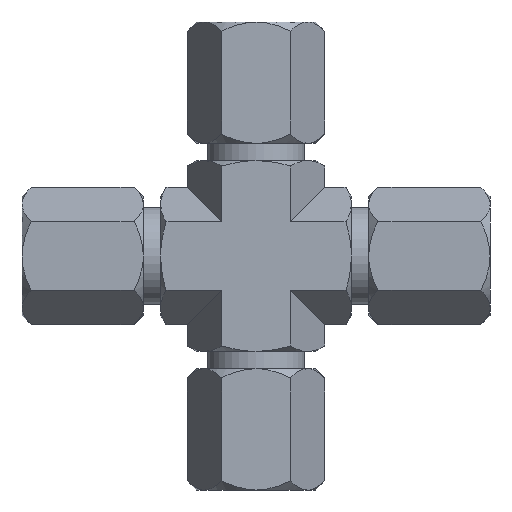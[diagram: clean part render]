
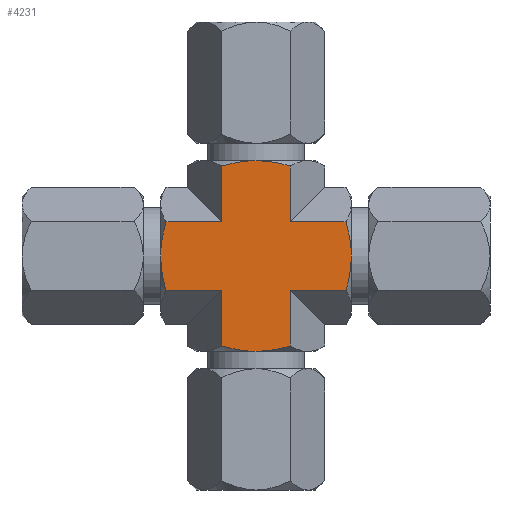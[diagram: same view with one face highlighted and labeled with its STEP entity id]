
A CAD part, front view. The second image highlights one B-rep face of the part: STEP entity #4231.
In plain terms, the highlighted planar face has unit normal (0, -1, 0).
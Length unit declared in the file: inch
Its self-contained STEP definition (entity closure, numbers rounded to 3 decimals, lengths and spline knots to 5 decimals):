
#214=DIRECTION('',(0.,0.,1.));
#215=VECTOR('',#214,0.321);
#216=CARTESIAN_POINT('',(0.19832,-0.3435,0.19832));
#217=LINE('',#216,#215);
#272=DIRECTION('',(0.,0.,1.));
#273=VECTOR('',#272,0.321);
#274=CARTESIAN_POINT('',(0.19832,-0.3435,-0.51932));
#275=LINE('',#274,#273);
#285=CARTESIAN_POINT('',(-0.51932,-0.3435,0.19832));
#332=CARTESIAN_POINT('',(0.51932,-0.3435,0.19832));
#368=CARTESIAN_POINT('',(-0.19832,-0.3435,0.51932));
#386=CARTESIAN_POINT('',(-0.19832,-0.3435,-0.51932));
#785=DIRECTION('',(1.,0.,0.));
#786=VECTOR('',#785,0.321);
#787=CARTESIAN_POINT('',(0.19832,-0.3435,0.19832));
#788=LINE('',#787,#786);
#792=CARTESIAN_POINT('',(0.51932,-0.3435,0.19832));
#793=CARTESIAN_POINT('',(0.52434,-0.3435,0.18093));
#794=CARTESIAN_POINT('',(0.53321,-0.3435,
0.14672));
#795=CARTESIAN_POINT('',(0.54272,-0.3435,
0.09775));
#796=CARTESIAN_POINT('',(0.54865,-0.3435,
0.04893));
#797=CARTESIAN_POINT('',(0.55,-0.3435,
0.01631));
#798=CARTESIAN_POINT('',(0.55,-0.3435,
0.));
#803=CARTESIAN_POINT('',(0.55,-0.3435,
0.));
#804=CARTESIAN_POINT('',(0.55,-0.3435,
-0.01639));
#805=CARTESIAN_POINT('',(0.54864,-0.3435,
-0.04913));
#806=CARTESIAN_POINT('',(0.54267,-0.3435,
-0.09808));
#807=CARTESIAN_POINT('',(0.53314,-0.3435,
-0.147));
#808=CARTESIAN_POINT('',(0.52431,-0.3435,-0.18105));
#809=CARTESIAN_POINT('',(0.51932,-0.3435,-0.19832));
#814=CARTESIAN_POINT('',(0.,-0.3435,
-0.55));
#815=CARTESIAN_POINT('',(0.01639,-0.3435,
-0.55));
#816=CARTESIAN_POINT('',(0.04913,-0.3435,
-0.54864));
#817=CARTESIAN_POINT('',(0.09808,-0.3435,
-0.54267));
#818=CARTESIAN_POINT('',(0.147,-0.3435,-0.53314));
#819=CARTESIAN_POINT('',(0.18105,-0.3435,-0.52431));
#820=CARTESIAN_POINT('',(0.19832,-0.3435,-0.51932));
#825=CARTESIAN_POINT('',(-0.19832,-0.3435,-0.51932));
#826=CARTESIAN_POINT('',(-0.18093,-0.3435,-0.52434));
#827=CARTESIAN_POINT('',(-0.14672,-0.3435,
-0.53321));
#828=CARTESIAN_POINT('',(-0.09775,-0.3435,
-0.54272));
#829=CARTESIAN_POINT('',(-0.04893,-0.3435,
-0.54865));
#830=CARTESIAN_POINT('',(-0.01631,-0.3435,
-0.55));
#831=CARTESIAN_POINT('',(0.,-0.3435,
-0.55));
#836=DIRECTION('',(0.,0.,1.));
#837=VECTOR('',#836,0.321);
#838=CARTESIAN_POINT('',(-0.19832,-0.3435,-0.51932));
#839=LINE('',#838,#837);
#843=CARTESIAN_POINT('',(-0.55,-0.3435,
0.));
#844=CARTESIAN_POINT('',(-0.55,-0.3435,
-0.01639));
#845=CARTESIAN_POINT('',(-0.54864,-0.3435,
-0.04913));
#846=CARTESIAN_POINT('',(-0.54267,-0.3435,
-0.09808));
#847=CARTESIAN_POINT('',(-0.53314,-0.3435,
-0.147));
#848=CARTESIAN_POINT('',(-0.52431,-0.3435,-0.18105));
#849=CARTESIAN_POINT('',(-0.51932,-0.3435,-0.19832));
#854=CARTESIAN_POINT('',(-0.51932,-0.3435,0.19832));
#855=CARTESIAN_POINT('',(-0.52434,-0.3435,0.18093));
#856=CARTESIAN_POINT('',(-0.53321,-0.3435,
0.14672));
#857=CARTESIAN_POINT('',(-0.54272,-0.3435,
0.09775));
#858=CARTESIAN_POINT('',(-0.54865,-0.3435,
0.04893));
#859=CARTESIAN_POINT('',(-0.55,-0.3435,
0.01631));
#860=CARTESIAN_POINT('',(-0.55,-0.3435,
0.));
#865=DIRECTION('',(1.,0.,0.));
#866=VECTOR('',#865,0.321);
#867=CARTESIAN_POINT('',(-0.51932,-0.3435,0.19832));
#868=LINE('',#867,#866);
#872=DIRECTION('',(0.,0.,1.));
#873=VECTOR('',#872,0.321);
#874=CARTESIAN_POINT('',(-0.19832,-0.3435,0.19832));
#875=LINE('',#874,#873);
#879=CARTESIAN_POINT('',(-0.19832,-0.3435,0.51932));
#880=CARTESIAN_POINT('',(-0.18093,-0.3435,0.52434));
#881=CARTESIAN_POINT('',(-0.14672,-0.3435,
0.53321));
#882=CARTESIAN_POINT('',(-0.09775,-0.3435,
0.54272));
#883=CARTESIAN_POINT('',(-0.04893,-0.3435,
0.54865));
#884=CARTESIAN_POINT('',(-0.01631,-0.3435,
0.55));
#885=CARTESIAN_POINT('',(0.,-0.3435,
0.55));
#890=CARTESIAN_POINT('',(0.,-0.3435,
0.55));
#891=CARTESIAN_POINT('',(0.01639,-0.3435,
0.55));
#892=CARTESIAN_POINT('',(0.04913,-0.3435,
0.54864));
#893=CARTESIAN_POINT('',(0.09808,-0.3435,
0.54267));
#894=CARTESIAN_POINT('',(0.147,-0.3435,
0.53314));
#895=CARTESIAN_POINT('',(0.18105,-0.3435,0.52431));
#896=CARTESIAN_POINT('',(0.19832,-0.3435,0.51932));
#3331=DIRECTION('',(1.,0.,0.));
#3332=VECTOR('',#3331,0.321);
#3333=CARTESIAN_POINT('',(-0.51932,-0.3435,-0.19832));
#3334=LINE('',#3333,#3332);
#3338=DIRECTION('',(1.,0.,0.));
#3339=VECTOR('',#3338,0.321);
#3340=CARTESIAN_POINT('',(0.19832,-0.3435,-0.19832));
#3341=LINE('',#3340,#3339);
#3383=CARTESIAN_POINT('',(0.,-0.3435,-0.55));
#3385=VERTEX_POINT('',#3383);
#3395=CARTESIAN_POINT('',(0.,-0.3435,0.55));
#3397=VERTEX_POINT('',#3395);
#3413=VERTEX_POINT('',#386);
#3414=VERTEX_POINT('',#368);
#3415=VERTEX_POINT('',#820);
#3416=VERTEX_POINT('',#896);
#3483=CARTESIAN_POINT('',(-0.55,-0.3435,0.));
#3485=VERTEX_POINT('',#3483);
#3495=CARTESIAN_POINT('',(0.55,-0.3435,0.));
#3497=VERTEX_POINT('',#3495);
#3513=VERTEX_POINT('',#285);
#3514=VERTEX_POINT('',#332);
#3515=VERTEX_POINT('',#849);
#3516=VERTEX_POINT('',#809);
#3575=CARTESIAN_POINT('',(-0.19832,-0.3435,0.19832));
#3576=VERTEX_POINT('',#3575);
#3577=CARTESIAN_POINT('',(-0.19832,-0.3435,-0.19832));
#3578=VERTEX_POINT('',#3577);
#3579=CARTESIAN_POINT('',(0.19832,-0.3435,0.19832));
#3581=VERTEX_POINT('',#3579);
#3583=CARTESIAN_POINT('',(0.19832,-0.3435,-0.19832));
#3585=VERTEX_POINT('',#3583);
#4201=CARTESIAN_POINT('',(-0.19832,-0.3435,-0.55));
#4202=DIRECTION('',(0.,-1.,0.));
#4203=DIRECTION('',(1.,0.,0.));
#4204=AXIS2_PLACEMENT_3D('',#4201,#4202,#4203);
#4205=PLANE('',#4204);
#4206=ORIENTED_EDGE('',*,*,#3865,.F.);
#4207=ORIENTED_EDGE('',*,*,#3922,.T.);
#4209=ORIENTED_EDGE('',*,*,#4208,.T.);
#4211=ORIENTED_EDGE('',*,*,#4210,.T.);
#4213=ORIENTED_EDGE('',*,*,#4212,.F.);
#4214=ORIENTED_EDGE('',*,*,#3887,.F.);
#4216=ORIENTED_EDGE('',*,*,#4215,.F.);
#4218=ORIENTED_EDGE('',*,*,#4217,.F.);
#4219=ORIENTED_EDGE('',*,*,#3951,.T.);
#4221=ORIENTED_EDGE('',*,*,#4220,.F.);
#4222=ORIENTED_EDGE('',*,*,#4167,.F.);
#4223=ORIENTED_EDGE('',*,*,#4060,.F.);
#4224=ORIENTED_EDGE('',*,*,#3899,.T.);
#4225=ORIENTED_EDGE('',*,*,#3939,.T.);
#4227=ORIENTED_EDGE('',*,*,#4226,.T.);
#4228=ORIENTED_EDGE('',*,*,#3826,.T.);
#4229=EDGE_LOOP('',(#4206,#4207,#4209,#4211,#4213,#4214,#4216,#4218,#4219,#4221,
#4222,#4223,#4224,#4225,#4227,#4228));
#4230=FACE_OUTER_BOUND('',#4229,.F.);
#799=B_SPLINE_CURVE_WITH_KNOTS('',3,(#792,#793,#794,#795,#796,#797,#798),
.UNSPECIFIED.,.F.,.F.,(4,1,1,1,4),(0.,0.25,0.5,0.75,1.),
.UNSPECIFIED.);
#810=B_SPLINE_CURVE_WITH_KNOTS('',3,(#803,#804,#805,#806,#807,#808,#809),
.UNSPECIFIED.,.F.,.F.,(4,1,1,1,4),(0.,0.25,0.5,0.75,1.),
.UNSPECIFIED.);
#821=B_SPLINE_CURVE_WITH_KNOTS('',3,(#814,#815,#816,#817,#818,#819,#820),
.UNSPECIFIED.,.F.,.F.,(4,1,1,1,4),(0.,0.25,0.5,0.75,1.),
.UNSPECIFIED.);
#832=B_SPLINE_CURVE_WITH_KNOTS('',3,(#825,#826,#827,#828,#829,#830,#831),
.UNSPECIFIED.,.F.,.F.,(4,1,1,1,4),(0.,0.25,0.5,0.75,1.),
.UNSPECIFIED.);
#850=B_SPLINE_CURVE_WITH_KNOTS('',3,(#843,#844,#845,#846,#847,#848,#849),
.UNSPECIFIED.,.F.,.F.,(4,1,1,1,4),(0.,0.25,0.5,0.75,1.),
.UNSPECIFIED.);
#861=B_SPLINE_CURVE_WITH_KNOTS('',3,(#854,#855,#856,#857,#858,#859,#860),
.UNSPECIFIED.,.F.,.F.,(4,1,1,1,4),(0.,0.25,0.5,0.75,1.),
.UNSPECIFIED.);
#886=B_SPLINE_CURVE_WITH_KNOTS('',3,(#879,#880,#881,#882,#883,#884,#885),
.UNSPECIFIED.,.F.,.F.,(4,1,1,1,4),(0.,0.25,0.5,0.75,1.),
.UNSPECIFIED.);
#897=B_SPLINE_CURVE_WITH_KNOTS('',3,(#890,#891,#892,#893,#894,#895,#896),
.UNSPECIFIED.,.F.,.F.,(4,1,1,1,4),(0.,0.25,0.5,0.75,1.),
.UNSPECIFIED.);
#3826=EDGE_CURVE('',#3397,#3416,#897,.T.);
#3865=EDGE_CURVE('',#3581,#3416,#217,.T.);
#3887=EDGE_CURVE('',#3415,#3585,#275,.T.);
#3899=EDGE_CURVE('',#3513,#3576,#868,.T.);
#3922=EDGE_CURVE('',#3581,#3514,#788,.T.);
#3939=EDGE_CURVE('',#3576,#3414,#875,.T.);
#3951=EDGE_CURVE('',#3413,#3578,#839,.T.);
#4060=EDGE_CURVE('',#3513,#3485,#861,.T.);
#4167=EDGE_CURVE('',#3485,#3515,#850,.T.);
#4208=EDGE_CURVE('',#3514,#3497,#799,.T.);
#4210=EDGE_CURVE('',#3497,#3516,#810,.T.);
#4212=EDGE_CURVE('',#3585,#3516,#3341,.T.);
#4215=EDGE_CURVE('',#3385,#3415,#821,.T.);
#4217=EDGE_CURVE('',#3413,#3385,#832,.T.);
#4220=EDGE_CURVE('',#3515,#3578,#3334,.T.);
#4226=EDGE_CURVE('',#3414,#3397,#886,.T.);
#4231=ADVANCED_FACE('',(#4230),#4205,.T.);
